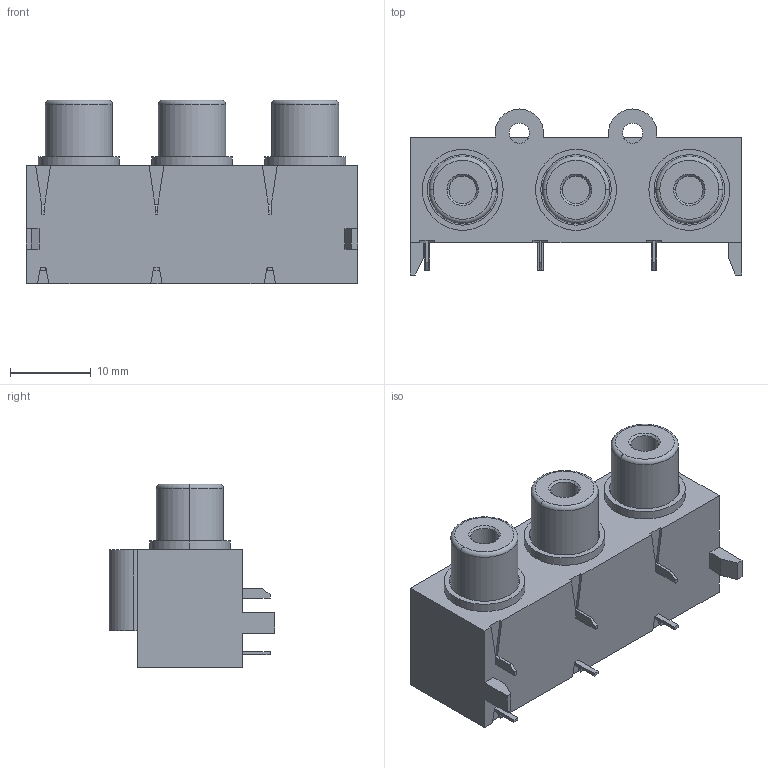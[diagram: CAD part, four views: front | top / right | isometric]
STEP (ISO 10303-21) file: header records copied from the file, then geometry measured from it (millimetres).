
FILE_DESCRIPTION (( 'STEP AP214' ), '1' );
FILE_NAME ('CON_RCA_3_PIN_white.STEP', '2021-12-19T15:11:17', ( '' ), ( '' ), 'SwSTEP 2.0', 'SolidWorks 2020', '' );
FILE_SCHEMA (( 'AUTOMOTIVE_DESIGN' ));
Length unit declared in the file: millimetre
Products named in the file (1): CON_RCA_3_PIN_white
Bounding box: 41 x 20.5 x 22.7 mm (x, y, z)
Volume: 9153.9 mm3; surface area: 4190.3 mm2
Topology: 1 solids, 1 shells, 129 faces, 329 edges, 212 vertices
Faces by surface type: plane 83, cylinder 34, torus 6, cone 6
Entity records: 4733 total; most frequent: DIRECTION 679, CARTESIAN_POINT 671, ORIENTED_EDGE 658, EDGE_CURVE 329, VECTOR 239, LINE 239, AXIS2_PLACEMENT_3D 220, VERTEX_POINT 212
